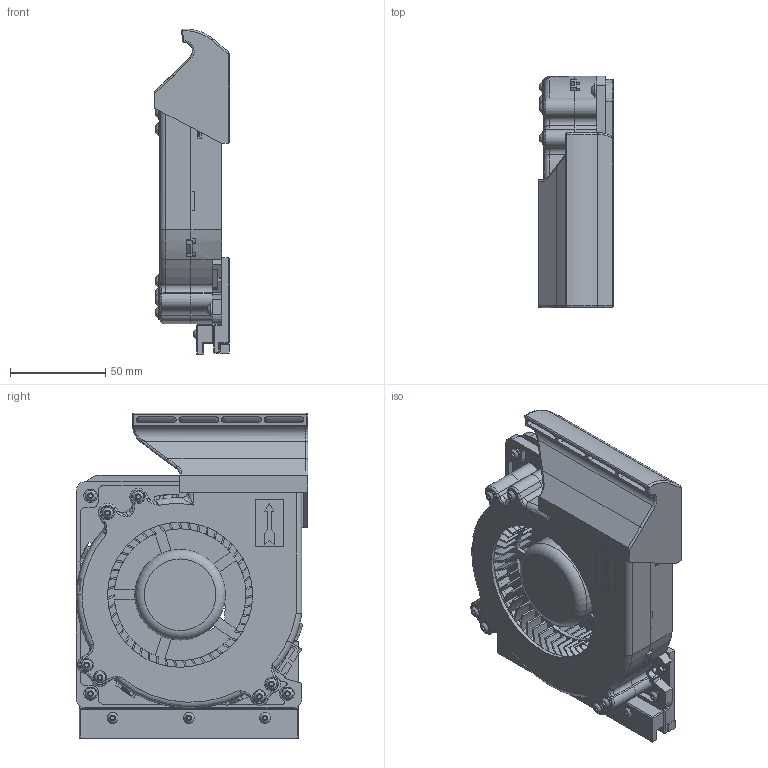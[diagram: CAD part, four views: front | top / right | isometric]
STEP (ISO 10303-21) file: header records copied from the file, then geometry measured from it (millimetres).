
FILE_DESCRIPTION(/* description */ (''),/* implementation_level */ '2;1');
FILE_NAME(/* name */ '12032 v30.step',/* time_stamp */ '2023-05-29T23:58:22+02:00',/* author */ (''),/* organization */ (''),/* preprocessor_version */ 'ST-DEVELOPER v19.2',/* originating_system */ 'Autodesk Translation Framework v12.4.0.73',/* authorisation */ '');
FILE_SCHEMA (('AUTOMOTIVE_DESIGN { 1 0 10303 214 3 1 1 }'));
Length unit declared in the file: millimetre
Products named in the file (17): 12032; 12032_1; Top; Hardware (1); Bottom; Hardware; M3 Threaded Insert (2); 92095A201_NO THREADS; 93475A210_18-8 Stainless Steel Washer; 92095A184_NO THREADS; 92095A181_NO THREADS; Clamp; 12032_2; Fan Body and Blade; Part 3; Part 1; Part 2
Assembly tree (44 placements, depth 5):
  12032
    12032_1
      Top
        Hardware (1)
          M3 Threaded Insert (2)  x3
      Bottom
        Hardware
          M3 Threaded Insert (2)  x9
          92095A201_NO THREADS  x6
          93475A210_18-8 Stainless Steel Washer  x9
          92095A184_NO THREADS  x3
          92095A181_NO THREADS  x3
      Clamp
    12032_2
      Fan Body and Blade
        Part 3
        Part 1
        Part 2
Bounding box: 39 x 121.45 x 170.95 mm (x, y, z)
Volume: 168231.8 mm3; surface area: 173017.4 mm2
Topology: 40 solids, 40 shells, 4644 faces, 12995 edges, 8494 vertices
Faces by surface type: bspline 1818, cylinder 1407, plane 1190, cone 165, torus 52, sphere 12
Full cylindrical faces by diameter (mm): 2 x4, 3 x25, 3.2 x9, 3.4 x6, 3.75 x4, 4.5 x8, 4.75 x3, 4.8 x12, 5 x3, 5.05 x12, 5.16 x12, 5.56 x12, 5.7 x12, 5.75 x2, 6 x1, 6.5 x4, 7 x9, 8 x2, 12 x1, 44.5 x1, 47.5 x1, 76.15 x1, 87.5 x1
Entity records: 67225 total; most frequent: CARTESIAN_POINT 17310, ORIENTED_EDGE 10494, DIRECTION 10405, EDGE_CURVE 5247, AXIS2_PLACEMENT_3D 3692, VERTEX_POINT 3374, LINE 3021, VECTOR 3021
